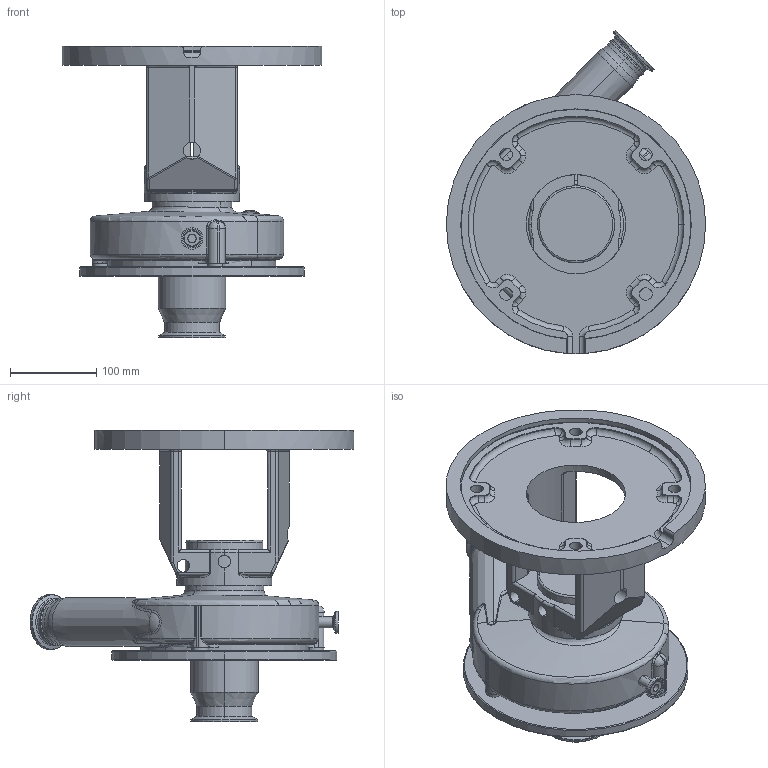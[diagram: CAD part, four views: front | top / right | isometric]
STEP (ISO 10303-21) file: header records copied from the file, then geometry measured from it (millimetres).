
FILE_DESCRIPTION (( 'STEP AP214' ), '1' );
FILE_NAME ('FPR 3531-3532 280TC 45L 1-2 IN STR DRAIN.STEP', '2022-12-21T17:40:38', ( '' ), ( '' ), 'SwSTEP 2.0', 'SolidWorks 2021', '' );
FILE_SCHEMA (( 'AUTOMOTIVE_DESIGN' ));
Length unit declared in the file: millimetre
Products named in the file (1): FPR 3531-3532 280TC 45L 1-2 IN STR DRAIN
Bounding box: 300 x 374.83 x 337.5 mm (x, y, z)
Volume: 4391219.8 mm3; surface area: 541987.9 mm2
Topology: 1 solids, 2 shells, 561 faces, 1379 edges, 813 vertices
Faces by surface type: cylinder 217, torus 132, plane 83, bspline 71, cone 38, sphere 20
Entity records: 23272 total; most frequent: CARTESIAN_POINT 10358, DIRECTION 2779, ORIENTED_EDGE 2734, EDGE_CURVE 1367, AXIS2_PLACEMENT_3D 1189, VERTEX_POINT 812, CIRCLE 698, EDGE_LOOP 593
